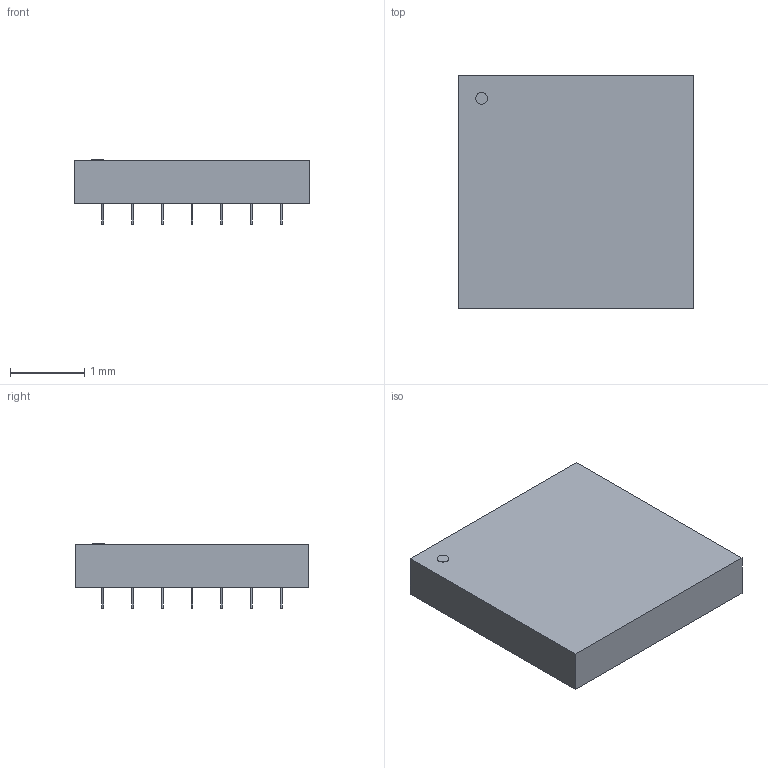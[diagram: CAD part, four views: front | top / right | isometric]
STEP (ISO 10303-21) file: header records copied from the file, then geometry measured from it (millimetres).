
FILE_DESCRIPTION(('STEP AP214'),'1');
FILE_NAME('WLCSP49','2022-02-10T16:08:07',(''),(''),'','','');
FILE_SCHEMA(('AUTOMOTIVE_DESIGN'));
Length unit declared in the file: millimetre
Products named in the file (1): product
Bounding box: 3.18 x 3.15 x 0.87 mm (x, y, z)
Volume: 5.8 mm3; surface area: 28.6 mm2
Topology: 51 solids, 51 shells, 156 faces, 162 edges, 108 vertices
Faces by surface type: plane 106, cylinder 50
Full cylindrical faces by diameter (mm): 0.025 x49, 0.157 x1
Entity records: 2951 total; most frequent: DIRECTION 626, CARTESIAN_POINT 415, AXIS2_PLACEMENT_3D 307, ORIENTED_EDGE 224, EDGE_LOOP 206, ADVANCED_FACE 156, FACE_OUTER_BOUND 156, STYLED_ITEM 156
